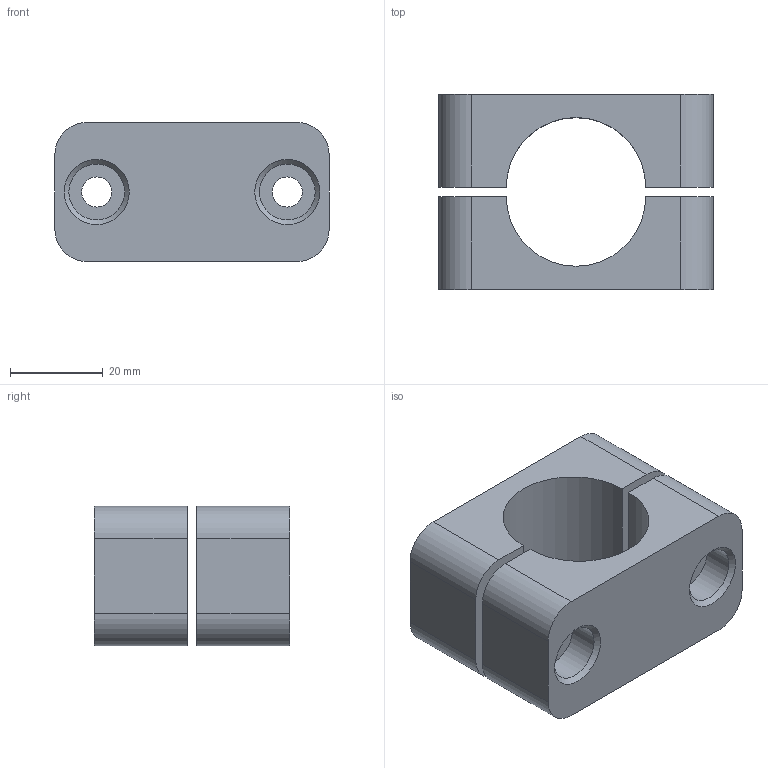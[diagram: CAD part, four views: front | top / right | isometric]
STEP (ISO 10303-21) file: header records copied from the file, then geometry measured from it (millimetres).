
FILE_DESCRIPTION(/* description */ (''),/* implementation_level */ '2;1');
FILE_NAME(/* name */ 'AY000104.stp',/* time_stamp */ '2014-01-07T14:43:35+01:00',/* author */ ('Wattenberg'),/* organization */ (''),/* preprocessor_version */ 'ST-DEVELOPER v15.2',/* originating_system */ 'Autodesk Inventor 2014',/* authorisation */ '');
FILE_SCHEMA (('AUTOMOTIVE_DESIGN { 1 0 10303 214 3 1 1 }'));
Length unit declared in the file: millimetre
Products named in the file (2): AY000104
Bounding box: 59 x 42 x 30 mm (x, y, z)
Volume: 42780.1 mm3; surface area: 14968.2 mm2
Topology: 2 solids, 2 shells, 40 faces, 92 edges, 60 vertices
Faces by surface type: cylinder 18, plane 18, cone 4
Full cylindrical faces by diameter (mm): 6.5 x4, 12 x4
Entity records: 600 total; most frequent: DIRECTION 108, CARTESIAN_POINT 94, ORIENTED_EDGE 80, AXIS2_PLACEMENT_3D 44, EDGE_CURVE 40, EDGE_LOOP 32, VERTEX_POINT 30, LINE 20
